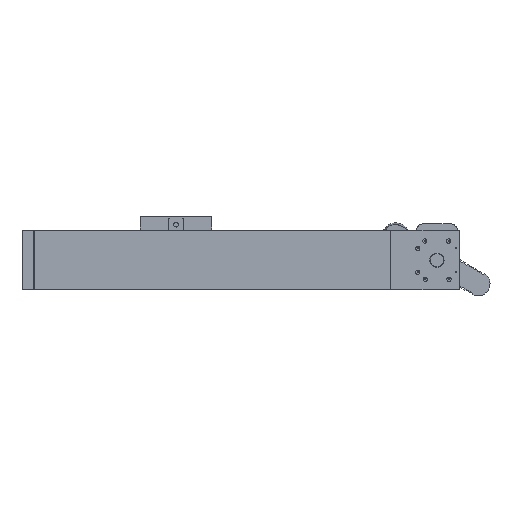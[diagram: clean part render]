
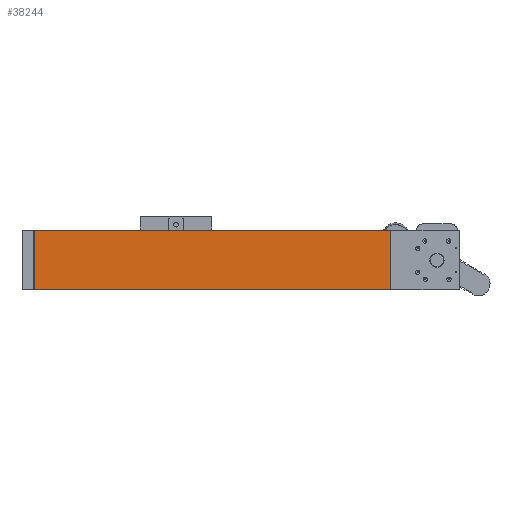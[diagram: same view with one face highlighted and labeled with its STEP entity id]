
A CAD part, left-side view. The second image highlights one B-rep face of the part: STEP entity #38244.
In plain terms, the highlighted planar face has unit normal (-1, 0, 0).
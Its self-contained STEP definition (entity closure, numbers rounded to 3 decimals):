
#1127=LINE('',#48907,#3775);
#1181=LINE('',#49043,#3829);
#1182=LINE('',#49045,#3830);
#1183=LINE('',#49047,#3831);
#3775=VECTOR('',#42053,1000.);
#3829=VECTOR('',#42155,1000.);
#3830=VECTOR('',#42158,1000.);
#3831=VECTOR('',#42159,1000.);
#6424=PLANE('',#39937);
#7714=ORIENTED_EDGE('',*,*,#15828,.T.);
#7715=ORIENTED_EDGE('',*,*,#15829,.F.);
#7716=ORIENTED_EDGE('',*,*,#15765,.F.);
#7717=ORIENTED_EDGE('',*,*,#15827,.T.);
#15765=EDGE_CURVE('',#19841,#19842,#1127,.T.);
#15827=EDGE_CURVE('',#19841,#19899,#1181,.T.);
#15828=EDGE_CURVE('',#19899,#19900,#1182,.T.);
#15829=EDGE_CURVE('',#19842,#19900,#1183,.T.);
#19841=VERTEX_POINT('',#48906);
#19842=VERTEX_POINT('',#48908);
#19899=VERTEX_POINT('',#49042);
#19900=VERTEX_POINT('',#49046);
#23214=EDGE_LOOP('',(#7714,#7715,#7716,#7717));
#25202=FACE_BOUND('',#23214,.T.);
#38244=ADVANCED_FACE('',(#25202),#6424,.F.);
#39937=AXIS2_PLACEMENT_3D('',#49044,#42156,#42157);
#42053=DIRECTION('',(0.,0.,1.));
#42155=DIRECTION('',(0.,-1.,0.));
#42156=DIRECTION('',(1.,0.,0.));
#42157=DIRECTION('',(0.,0.,-1.));
#42158=DIRECTION('',(0.,0.,1.));
#42159=DIRECTION('',(0.,-1.,0.));
#48906=CARTESIAN_POINT('',(-25.,300.,-25.));
#48907=CARTESIAN_POINT('',(-25.,300.,-25.));
#48908=CARTESIAN_POINT('',(-25.,300.,25.));
#49042=CARTESIAN_POINT('',(-25.,0.,-25.));
#49043=CARTESIAN_POINT('',(-25.,100.,-25.));
#49044=CARTESIAN_POINT('',(-25.,100.,-25.));
#49045=CARTESIAN_POINT('',(-25.,0.,-25.));
#49046=CARTESIAN_POINT('',(-25.,0.,25.));
#49047=CARTESIAN_POINT('',(-25.,100.,25.));
